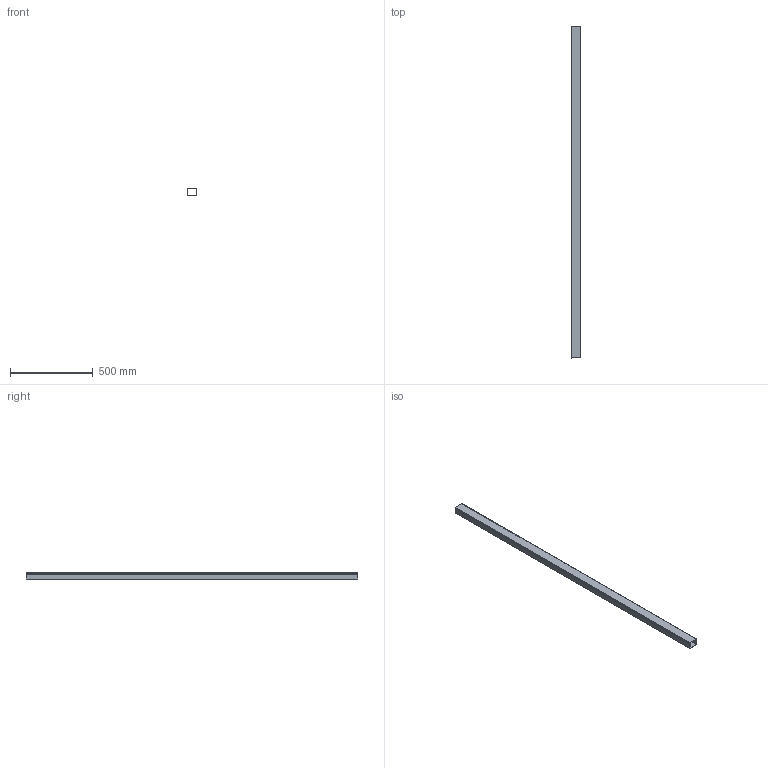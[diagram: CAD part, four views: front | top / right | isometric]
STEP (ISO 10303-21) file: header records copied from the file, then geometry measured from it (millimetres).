
FILE_DESCRIPTION((''),'2;1');
FILE_NAME('6027024_ZSB_ASM','2012-11-19T',('AndreasKeweloh'),(''),'PRO/ENGINEER BY PARAMETRIC TECHNOLOGY CORPORATION, 2012230','PRO/ENGINEER BY PARAMETRIC TECHNOLOGY CORPORATION, 2012230','');
FILE_SCHEMA(('CONFIG_CONTROL_DESIGN'));
Length unit declared in the file: millimetre
Products named in the file (3): 6027024KANAL-U-TEIL_1; 6027024OBERTEIL_1; 6027024_ZSB_ASM
Assembly tree (2 placements, depth 2):
  6027024_ZSB_ASM
    6027024KANAL-U-TEIL_1
    6027024OBERTEIL_1
Bounding box: 60 x 2002.56 x 39.9 mm (x, y, z)
Volume: 619665.8 mm3; surface area: 856913.8 mm2
Topology: 2 solids, 2 shells, 56 faces, 156 edges, 104 vertices
Faces by surface type: plane 38, cylinder 18
Entity records: 1896 total; most frequent: CARTESIAN_POINT 345, ORIENTED_EDGE 312, DIRECTION 306, EDGE_CURVE 156, VECTOR 120, LINE 120, VERTEX_POINT 104, AXIS2_PLACEMENT_3D 93
